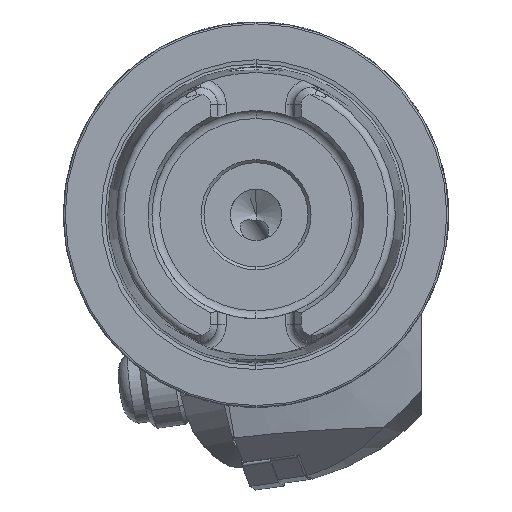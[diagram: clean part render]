
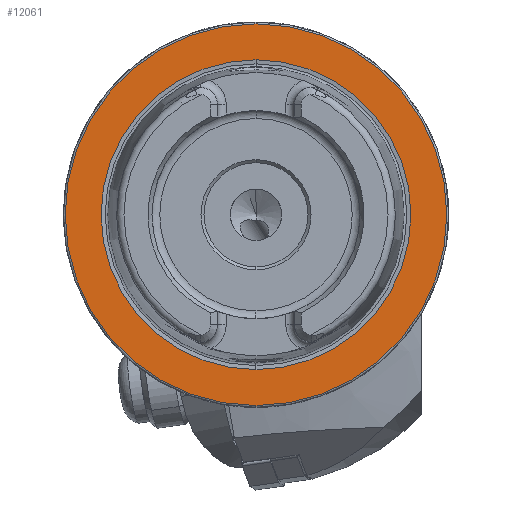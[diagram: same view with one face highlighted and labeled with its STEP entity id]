
A CAD part, left-side view. The second image highlights one B-rep face of the part: STEP entity #12061.
In plain terms, the highlighted planar face has unit normal (-1, 0, 0).
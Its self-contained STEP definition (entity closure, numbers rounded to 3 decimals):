
#989 = EDGE_CURVE ( 'NONE', #1685, #16612, #1822, .T. ) ;
#1508 = ORIENTED_EDGE ( 'NONE', *, *, #9040, .F. ) ;
#1685 = VERTEX_POINT ( 'NONE', #4642 ) ;
#1822 = CIRCLE ( 'NONE', #10050, 31.2 ) ;
#2803 = CARTESIAN_POINT ( 'NONE',  ( 0., 0., 0. ) ) ;
#3624 = CARTESIAN_POINT ( 'NONE',  ( 0., 0., 0. ) ) ;
#3762 = CIRCLE ( 'NONE', #4050, 25.324 ) ;
#4050 = AXIS2_PLACEMENT_3D ( 'NONE', #2803, #9418, #12126 ) ;
#4437 = CARTESIAN_POINT ( 'NONE',  ( 0., 0., 0. ) ) ;
#4642 = CARTESIAN_POINT ( 'NONE',  ( 0., 0., 31.2 ) ) ;
#5815 = DIRECTION ( 'NONE',  ( 0., 0., 1. ) ) ;
#5845 = PLANE ( 'NONE',  #15322 ) ;
#5986 = ORIENTED_EDGE ( 'NONE', *, *, #10084, .F. ) ;
#6475 = CARTESIAN_POINT ( 'NONE',  ( 0., 0., 25.324 ) ) ;
#6806 = CIRCLE ( 'NONE', #17271, 31.2 ) ;
#7207 = ORIENTED_EDGE ( 'NONE', *, *, #7345, .T. ) ;
#7330 = AXIS2_PLACEMENT_3D ( 'NONE', #3624, #11825, #17152 ) ;
#7345 = EDGE_CURVE ( 'NONE', #16612, #1685, #6806, .T. ) ;
#8317 = VERTEX_POINT ( 'NONE', #16266 ) ;
#8513 = DIRECTION ( 'NONE',  ( -1., 0., 0. ) ) ;
#9040 = EDGE_CURVE ( 'NONE', #8317, #14210, #9478, .T. ) ;
#9418 = DIRECTION ( 'NONE',  ( -1., 0., 0. ) ) ;
#9478 = CIRCLE ( 'NONE', #7330, 25.324 ) ;
#10050 = AXIS2_PLACEMENT_3D ( 'NONE', #10491, #11855, #15719 ) ;
#10084 = EDGE_CURVE ( 'NONE', #14210, #8317, #3762, .T. ) ;
#10442 = CARTESIAN_POINT ( 'NONE',  ( 0., 0., -31.2 ) ) ;
#10491 = CARTESIAN_POINT ( 'NONE',  ( 0., 0., 0. ) ) ;
#11825 = DIRECTION ( 'NONE',  ( -1., 0., 0. ) ) ;
#11855 = DIRECTION ( 'NONE',  ( -1., 0., 0. ) ) ;
#12061 = ADVANCED_FACE ( 'NONE', ( #13805, #12343 ), #5845, .F. ) ;
#12126 = DIRECTION ( 'NONE',  ( 0., 0., 1. ) ) ;
#12343 = FACE_OUTER_BOUND ( 'NONE', #15645, .T. ) ;
#13805 = FACE_BOUND ( 'NONE', #14294, .T. ) ;
#14210 = VERTEX_POINT ( 'NONE', #6475 ) ;
#14294 = EDGE_LOOP ( 'NONE', ( #5986, #1508 ) ) ;
#15322 = AXIS2_PLACEMENT_3D ( 'NONE', #15733, #17016, #16906 ) ;
#15645 = EDGE_LOOP ( 'NONE', ( #17306, #7207 ) ) ;
#15719 = DIRECTION ( 'NONE',  ( 0., 0., 1. ) ) ;
#15733 = CARTESIAN_POINT ( 'NONE',  ( 0., 31.2, 0. ) ) ;
#16266 = CARTESIAN_POINT ( 'NONE',  ( 0., 0., -25.324 ) ) ;
#16612 = VERTEX_POINT ( 'NONE', #10442 ) ;
#16906 = DIRECTION ( 'NONE',  ( 0., 0., -1. ) ) ;
#17016 = DIRECTION ( 'NONE',  ( 1., 0., 0. ) ) ;
#17152 = DIRECTION ( 'NONE',  ( 0., 0., 1. ) ) ;
#17271 = AXIS2_PLACEMENT_3D ( 'NONE', #4437, #8513, #5815 ) ;
#17306 = ORIENTED_EDGE ( 'NONE', *, *, #989, .T. ) ;
